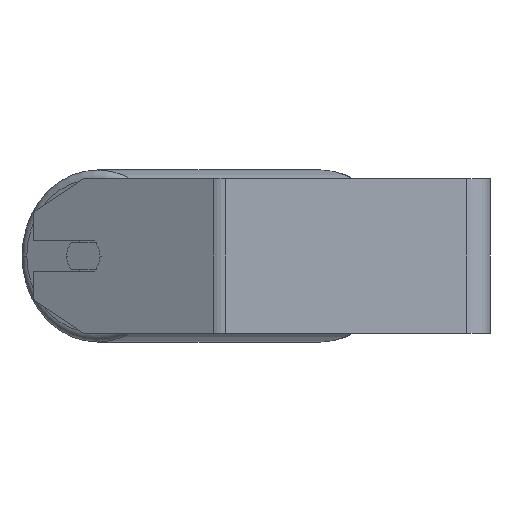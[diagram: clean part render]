
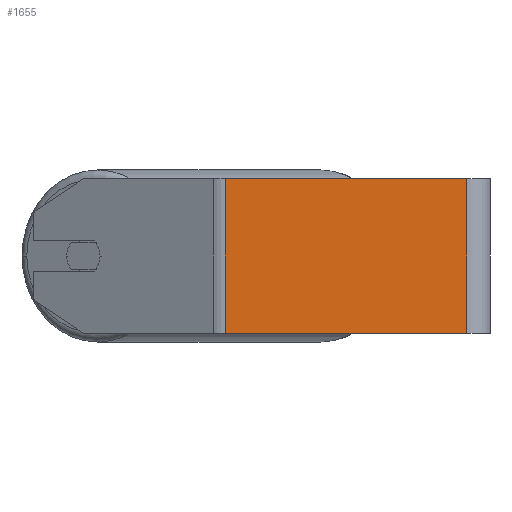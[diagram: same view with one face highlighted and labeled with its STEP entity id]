
A CAD part, left-side view. The second image highlights one B-rep face of the part: STEP entity #1655.
In plain terms, the highlighted planar face has unit normal (-1, 0, 0).
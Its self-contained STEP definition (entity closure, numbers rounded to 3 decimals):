
#4 = CARTESIAN_POINT ( 'NONE',  ( -280., 12., 40. ) ) ;
#52 = VECTOR ( 'NONE', #2638, 1000. ) ;
#439 = VERTEX_POINT ( 'NONE', #5228 ) ;
#672 = DIRECTION ( 'NONE',  ( 0., 0., -1. ) ) ;
#847 = EDGE_LOOP ( 'NONE', ( #6116, #1780, #1492, #4143 ) ) ;
#923 = CARTESIAN_POINT ( 'NONE',  ( -280., 140.209, 40. ) ) ;
#1300 = LINE ( 'NONE', #4, #3392 ) ;
#1492 = ORIENTED_EDGE ( 'NONE', *, *, #6681, .F. ) ;
#1523 = DIRECTION ( 'NONE',  ( 0., 0., -1. ) ) ;
#1655 = ADVANCED_FACE ( 'NONE', ( #3274 ), #5395, .F. ) ;
#1780 = ORIENTED_EDGE ( 'NONE', *, *, #6161, .F. ) ;
#2205 = VECTOR ( 'NONE', #2407, 1000. ) ;
#2260 = VERTEX_POINT ( 'NONE', #6365 ) ;
#2407 = DIRECTION ( 'NONE',  ( 0., -1., 0. ) ) ;
#2638 = DIRECTION ( 'NONE',  ( 0., -1., 0. ) ) ;
#2773 = CARTESIAN_POINT ( 'NONE',  ( -280., 136.994, 40. ) ) ;
#3161 = DIRECTION ( 'NONE',  ( 1., 0., 0. ) ) ;
#3272 = LINE ( 'NONE', #923, #52 ) ;
#3274 = FACE_OUTER_BOUND ( 'NONE', #847, .T. ) ;
#3392 = VECTOR ( 'NONE', #672, 1000. ) ;
#3726 = CARTESIAN_POINT ( 'NONE',  ( -280., 136.994, 40. ) ) ;
#4103 = CARTESIAN_POINT ( 'NONE',  ( -280., 140.209, -40. ) ) ;
#4143 = ORIENTED_EDGE ( 'NONE', *, *, #5143, .T. ) ;
#4723 = LINE ( 'NONE', #4103, #2205 ) ;
#4976 = AXIS2_PLACEMENT_3D ( 'NONE', #5538, #3161, #1523 ) ;
#5143 = EDGE_CURVE ( 'NONE', #5570, #6287, #5921, .T. ) ;
#5228 = CARTESIAN_POINT ( 'NONE',  ( -280., 12., 40. ) ) ;
#5395 = PLANE ( 'NONE',  #4976 ) ;
#5538 = CARTESIAN_POINT ( 'NONE',  ( -280., 140.209, 40. ) ) ;
#5570 = VERTEX_POINT ( 'NONE', #2773 ) ;
#5921 = LINE ( 'NONE', #3726, #6439 ) ;
#6116 = ORIENTED_EDGE ( 'NONE', *, *, #6893, .T. ) ;
#6161 = EDGE_CURVE ( 'NONE', #439, #2260, #1300, .T. ) ;
#6287 = VERTEX_POINT ( 'NONE', #6990 ) ;
#6365 = CARTESIAN_POINT ( 'NONE',  ( -280., 12., -40. ) ) ;
#6439 = VECTOR ( 'NONE', #7102, 1000. ) ;
#6681 = EDGE_CURVE ( 'NONE', #5570, #439, #3272, .T. ) ;
#6893 = EDGE_CURVE ( 'NONE', #6287, #2260, #4723, .T. ) ;
#6990 = CARTESIAN_POINT ( 'NONE',  ( -280., 136.994, -40. ) ) ;
#7102 = DIRECTION ( 'NONE',  ( 0., 0., -1. ) ) ;
